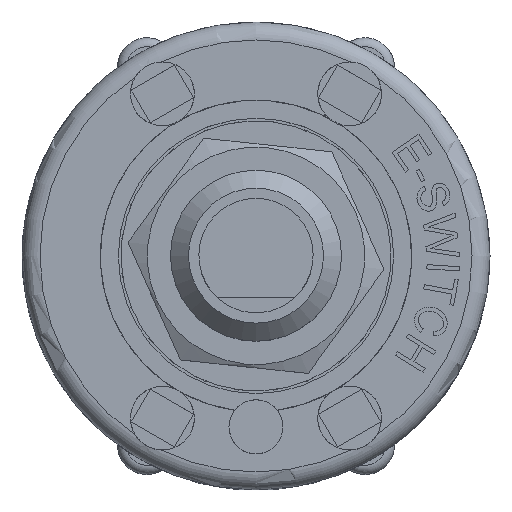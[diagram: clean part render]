
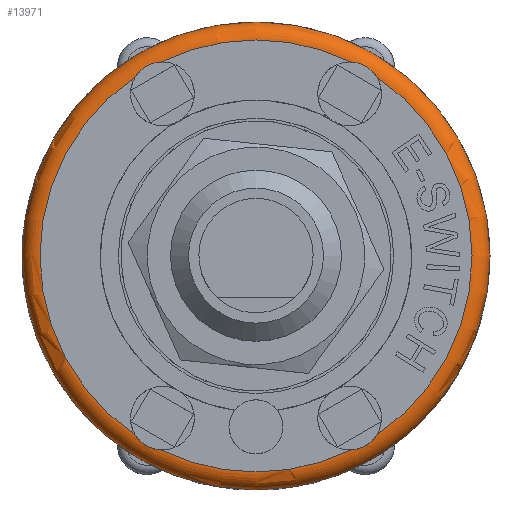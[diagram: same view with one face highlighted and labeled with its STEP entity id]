
A CAD part, top view. The second image highlights one B-rep face of the part: STEP entity #13971.
In plain terms, the highlighted toroidal (fillet/blend) face has major radius 12 mm and minor radius 1 mm.
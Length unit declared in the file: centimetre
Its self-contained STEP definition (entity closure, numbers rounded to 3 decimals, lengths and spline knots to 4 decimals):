
#26=TOROIDAL_SURFACE('',#14708,1.2,0.1);
#540=B_SPLINE_CURVE_WITH_KNOTS('',3,(#24062,#24063,#24064,#24065,#24066,
#24067,#24068,#24069,#24070,#24071,#24072,#24073),.UNSPECIFIED.,.F.,.F.,
(4,2,2,2,2,4),(-0.2692,-0.2446,-0.216,
-0.1921,-0.1645,-0.1357),.UNSPECIFIED.);
#541=B_SPLINE_CURVE_WITH_KNOTS('',3,(#24085,#24086,#24087,#24088,#24089,
#24090,#24091,#24092,#24093,#24094,#24095,#24096),.UNSPECIFIED.,.F.,.F.,
(4,2,2,2,2,4),(-0.2692,-0.2446,-0.216,
-0.1921,-0.1645,-0.1357),.UNSPECIFIED.);
#542=B_SPLINE_CURVE_WITH_KNOTS('',3,(#24113,#24114,#24115,#24116,#24117,
#24118,#24119,#24120,#24121,#24122,#24123,#24124),.UNSPECIFIED.,.F.,.F.,
(4,2,2,2,2,4),(-0.2692,-0.2446,-0.216,
-0.1921,-0.1645,-0.1357),.UNSPECIFIED.);
#543=B_SPLINE_CURVE_WITH_KNOTS('',3,(#24146,#24147,#24148,#24149,#24150,
#24151,#24152,#24153,#24154,#24155,#24156,#24157),.UNSPECIFIED.,.F.,.F.,
(4,2,2,2,2,4),(-0.2692,-0.2446,-0.216,
-0.1921,-0.1645,-0.1357),.UNSPECIFIED.);
#1861=FACE_OUTER_BOUND('',#2683,.T.);
#2683=EDGE_LOOP('',(#12898,#12899,#12900,#12901,#12902,#12903,#12904,#12905,
#12906,#12907,#12908,#12909));
#5815=CIRCLE('',#14661,1.3);
#5842=CIRCLE('',#14709,0.1);
#5843=CIRCLE('',#14710,1.2);
#5844=CIRCLE('',#14711,1.2);
#5845=CIRCLE('',#14712,1.2);
#5846=CIRCLE('',#14713,1.2);
#5847=CIRCLE('',#14714,1.2);
#7128=VERTEX_POINT('',#24024);
#7136=VERTEX_POINT('',#24060);
#7137=VERTEX_POINT('',#24061);
#7140=VERTEX_POINT('',#24083);
#7141=VERTEX_POINT('',#24084);
#7146=VERTEX_POINT('',#24111);
#7147=VERTEX_POINT('',#24112);
#7154=VERTEX_POINT('',#24144);
#7155=VERTEX_POINT('',#24145);
#7158=VERTEX_POINT('',#24167);
#9086=EDGE_CURVE('',#7128,#7128,#5815,.T.);
#9104=EDGE_CURVE('',#7136,#7137,#540,.T.);
#9110=EDGE_CURVE('',#7140,#7141,#541,.T.);
#9118=EDGE_CURVE('',#7146,#7147,#542,.T.);
#9128=EDGE_CURVE('',#7154,#7155,#543,.T.);
#9134=EDGE_CURVE('',#7128,#7158,#5842,.T.);
#9135=EDGE_CURVE('',#7158,#7146,#5843,.T.);
#9136=EDGE_CURVE('',#7147,#7140,#5844,.T.);
#9137=EDGE_CURVE('',#7141,#7136,#5845,.T.);
#9138=EDGE_CURVE('',#7137,#7154,#5846,.T.);
#9139=EDGE_CURVE('',#7155,#7158,#5847,.T.);
#12898=ORIENTED_EDGE('',*,*,#9086,.T.);
#12899=ORIENTED_EDGE('',*,*,#9134,.T.);
#12900=ORIENTED_EDGE('',*,*,#9135,.T.);
#12901=ORIENTED_EDGE('',*,*,#9118,.T.);
#12902=ORIENTED_EDGE('',*,*,#9136,.T.);
#12903=ORIENTED_EDGE('',*,*,#9110,.T.);
#12904=ORIENTED_EDGE('',*,*,#9137,.T.);
#12905=ORIENTED_EDGE('',*,*,#9104,.T.);
#12906=ORIENTED_EDGE('',*,*,#9138,.T.);
#12907=ORIENTED_EDGE('',*,*,#9128,.T.);
#12908=ORIENTED_EDGE('',*,*,#9139,.T.);
#12909=ORIENTED_EDGE('',*,*,#9134,.F.);
#13971=ADVANCED_FACE('',(#1861),#26,.T.);
#14661=AXIS2_PLACEMENT_3D('',#24025,#17476,#17477);
#14708=AXIS2_PLACEMENT_3D('',#24166,#17587,#17588);
#14709=AXIS2_PLACEMENT_3D('',#24168,#17589,#17590);
#14710=AXIS2_PLACEMENT_3D('',#24169,#17591,#17592);
#14711=AXIS2_PLACEMENT_3D('',#24170,#17593,#17594);
#14712=AXIS2_PLACEMENT_3D('',#24171,#17595,#17596);
#14713=AXIS2_PLACEMENT_3D('',#24172,#17597,#17598);
#14714=AXIS2_PLACEMENT_3D('',#24173,#17599,#17600);
#17476=DIRECTION('center_axis',(0.,0.,1.));
#17477=DIRECTION('ref_axis',(-1.,0.,0.));
#17587=DIRECTION('center_axis',(0.,0.,-1.));
#17588=DIRECTION('ref_axis',(-1.,0.,0.));
#17589=DIRECTION('center_axis',(0.,-1.,0.));
#17590=DIRECTION('ref_axis',(1.,0.,0.));
#17591=DIRECTION('center_axis',(0.,0.,-1.));
#17592=DIRECTION('ref_axis',(-1.,0.,0.));
#17593=DIRECTION('center_axis',(0.,0.,-1.));
#17594=DIRECTION('ref_axis',(-1.,0.,0.));
#17595=DIRECTION('center_axis',(0.,0.,-1.));
#17596=DIRECTION('ref_axis',(-1.,0.,0.));
#17597=DIRECTION('center_axis',(0.,0.,-1.));
#17598=DIRECTION('ref_axis',(-1.,0.,0.));
#17599=DIRECTION('center_axis',(0.,0.,-1.));
#17600=DIRECTION('ref_axis',(-1.,0.,0.));
#24024=CARTESIAN_POINT('',(1.3,0.,0.95));
#24025=CARTESIAN_POINT('Origin',(0.,0.,0.95));
#24060=CARTESIAN_POINT('',(-0.67,0.9955,1.05));
#24061=CARTESIAN_POINT('',(-0.5271,1.078,1.05));
#24062=CARTESIAN_POINT('Ctrl Pts',(-0.67,0.9955,
1.05));
#24063=CARTESIAN_POINT('Ctrl Pts',(-0.6646,1.0041,
1.05));
#24064=CARTESIAN_POINT('Ctrl Pts',(-0.6583,1.0124,
1.0498));
#24065=CARTESIAN_POINT('Ctrl Pts',(-0.6428,1.0294,
1.0491));
#24066=CARTESIAN_POINT('Ctrl Pts',(-0.6335,1.0377,
1.0488));
#24067=CARTESIAN_POINT('Ctrl Pts',(-0.615,1.051,1.0484));
#24068=CARTESIAN_POINT('Ctrl Pts',(-0.6061,1.0563,
1.0484));
#24069=CARTESIAN_POINT('Ctrl Pts',(-0.5859,1.0659,1.0487));
#24070=CARTESIAN_POINT('Ctrl Pts',(-0.5747,1.07,1.049));
#24071=CARTESIAN_POINT('Ctrl Pts',(-0.551,1.0759,1.0497));
#24072=CARTESIAN_POINT('Ctrl Pts',(-0.539,1.0775,
1.05));
#24073=CARTESIAN_POINT('Ctrl Pts',(-0.5271,1.078,
1.05));
#24083=CARTESIAN_POINT('',(-0.5271,-1.078,1.05));
#24084=CARTESIAN_POINT('',(-0.67,-0.9955,1.05));
#24085=CARTESIAN_POINT('Ctrl Pts',(-0.5271,-1.078,
1.05));
#24086=CARTESIAN_POINT('Ctrl Pts',(-0.5373,-1.0776,
1.05));
#24087=CARTESIAN_POINT('Ctrl Pts',(-0.5476,-1.0763,
1.0498));
#24088=CARTESIAN_POINT('Ctrl Pts',(-0.5701,-1.0714,1.0491));
#24089=CARTESIAN_POINT('Ctrl Pts',(-0.5819,-1.0675,
1.0488));
#24090=CARTESIAN_POINT('Ctrl Pts',(-0.6027,-1.0581,
1.0484));
#24091=CARTESIAN_POINT('Ctrl Pts',(-0.6117,-1.053,
1.0484));
#24092=CARTESIAN_POINT('Ctrl Pts',(-0.6301,-1.0404,
1.0487));
#24093=CARTESIAN_POINT('Ctrl Pts',(-0.6393,-1.0327,
1.049));
#24094=CARTESIAN_POINT('Ctrl Pts',(-0.6562,-1.0151,
1.0497));
#24095=CARTESIAN_POINT('Ctrl Pts',(-0.6637,-1.0055,
1.05));
#24096=CARTESIAN_POINT('Ctrl Pts',(-0.67,-0.9955,
1.05));
#24111=CARTESIAN_POINT('',(0.67,-0.9955,1.05));
#24112=CARTESIAN_POINT('',(0.5271,-1.078,1.05));
#24113=CARTESIAN_POINT('Ctrl Pts',(0.67,-0.9955,
1.05));
#24114=CARTESIAN_POINT('Ctrl Pts',(0.6646,-1.0041,
1.05));
#24115=CARTESIAN_POINT('Ctrl Pts',(0.6583,-1.0124,
1.0498));
#24116=CARTESIAN_POINT('Ctrl Pts',(0.6428,-1.0294,
1.0491));
#24117=CARTESIAN_POINT('Ctrl Pts',(0.6335,-1.0377,
1.0488));
#24118=CARTESIAN_POINT('Ctrl Pts',(0.615,-1.051,
1.0484));
#24119=CARTESIAN_POINT('Ctrl Pts',(0.6061,-1.0563,
1.0484));
#24120=CARTESIAN_POINT('Ctrl Pts',(0.5859,-1.0659,1.0487));
#24121=CARTESIAN_POINT('Ctrl Pts',(0.5747,-1.07,1.049));
#24122=CARTESIAN_POINT('Ctrl Pts',(0.551,-1.0759,
1.0497));
#24123=CARTESIAN_POINT('Ctrl Pts',(0.539,-1.0775,
1.05));
#24124=CARTESIAN_POINT('Ctrl Pts',(0.5271,-1.078,
1.05));
#24144=CARTESIAN_POINT('',(0.5271,1.078,1.05));
#24145=CARTESIAN_POINT('',(0.67,0.9955,1.05));
#24146=CARTESIAN_POINT('Ctrl Pts',(0.5271,1.078,1.05));
#24147=CARTESIAN_POINT('Ctrl Pts',(0.5373,1.0776,1.05));
#24148=CARTESIAN_POINT('Ctrl Pts',(0.5476,1.0763,1.0498));
#24149=CARTESIAN_POINT('Ctrl Pts',(0.5701,1.0714,1.0491));
#24150=CARTESIAN_POINT('Ctrl Pts',(0.5819,1.0675,1.0488));
#24151=CARTESIAN_POINT('Ctrl Pts',(0.6027,1.0581,1.0484));
#24152=CARTESIAN_POINT('Ctrl Pts',(0.6117,1.053,1.0484));
#24153=CARTESIAN_POINT('Ctrl Pts',(0.6301,1.0404,1.0487));
#24154=CARTESIAN_POINT('Ctrl Pts',(0.6393,1.0327,1.049));
#24155=CARTESIAN_POINT('Ctrl Pts',(0.6562,1.0151,1.0497));
#24156=CARTESIAN_POINT('Ctrl Pts',(0.6637,1.0055,1.05));
#24157=CARTESIAN_POINT('Ctrl Pts',(0.67,0.9955,
1.05));
#24166=CARTESIAN_POINT('Origin',(0.,0.,0.95));
#24167=CARTESIAN_POINT('',(1.2,0.,1.05));
#24168=CARTESIAN_POINT('Origin',(1.2,0.,0.95));
#24169=CARTESIAN_POINT('Origin',(0.,0.,1.05));
#24170=CARTESIAN_POINT('Origin',(0.,0.,1.05));
#24171=CARTESIAN_POINT('Origin',(0.,0.,1.05));
#24172=CARTESIAN_POINT('Origin',(0.,0.,1.05));
#24173=CARTESIAN_POINT('Origin',(0.,0.,1.05));
